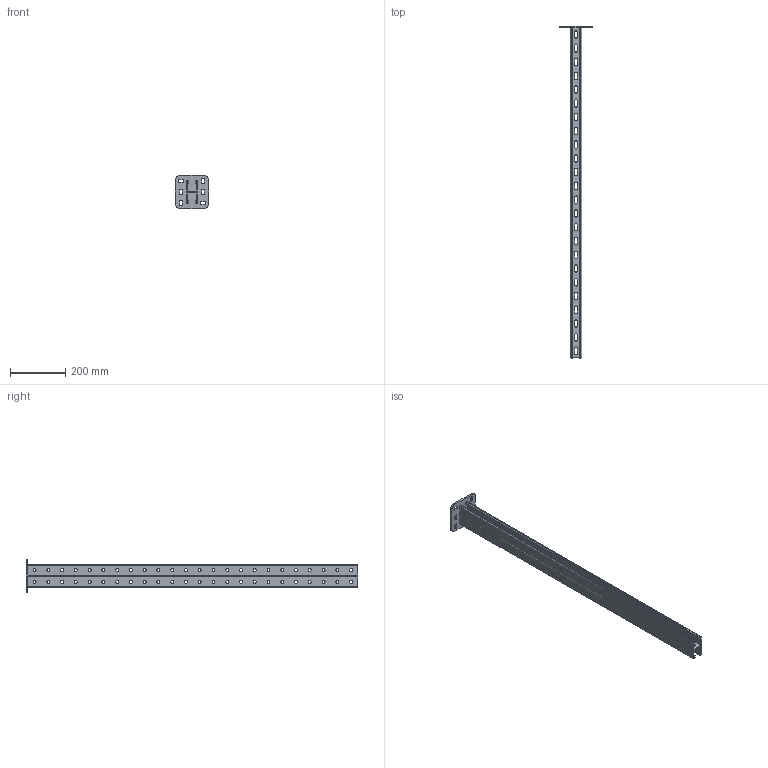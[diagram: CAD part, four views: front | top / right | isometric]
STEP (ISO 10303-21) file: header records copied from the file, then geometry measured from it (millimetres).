
FILE_DESCRIPTION (( 'STEP AP203' ), '1' );
FILE_NAME ('Ïîäâåñ BSD-41_BSD4112.STEP', '2012-11-16T09:00:08', ( 'Àñååâ' ), ( '' ), 'SwSTEP 2.0', 'SolidWorks 2012', '' );
FILE_SCHEMA (( 'CONFIG_CONTROL_DESIGN' ));
Length unit declared in the file: millimetre
Products named in the file (1): 砐鳱殥 BSD-41_BSD4112
Bounding box: 120 x 1206 x 120 mm (x, y, z)
Volume: 874085.8 mm3; surface area: 625772.9 mm2
Topology: 1 solids, 1 shells, 281 faces, 930 edges, 652 vertices
Faces by surface type: cylinder 184, plane 97
Full cylindrical faces by diameter (mm): 10.5 x96
Entity records: 9677 total; most frequent: DIRECTION 1670, CARTESIAN_POINT 1576, ORIENTED_EDGE 1476, EDGE_CURVE 738, AXIS2_PLACEMENT_3D 650, EDGE_LOOP 630, VERTEX_POINT 556, FACE_OUTER_BOUND 377
